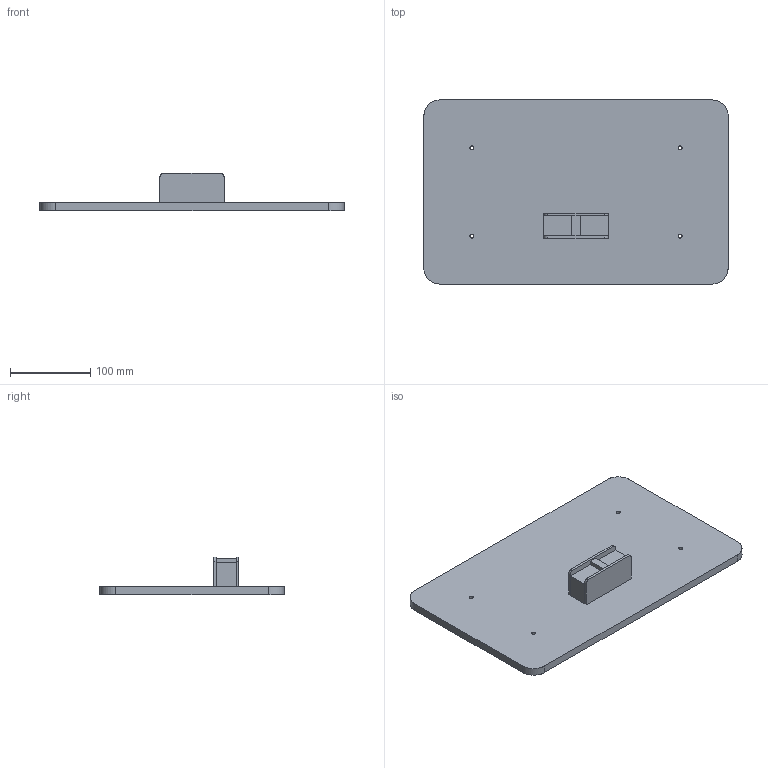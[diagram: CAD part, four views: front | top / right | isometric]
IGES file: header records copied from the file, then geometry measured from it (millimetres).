
Start section: TOPSOLID 254 l'Occitanne, 31670 LABEGE, France Tel   : +33 (0)5 61 00 03 00 Fax   : +33 (0)5 61 00 03 03 Email : 
Global section: file name: 01_C_plaque_fixe.igs; native system: TopSolid v622200 TOPSOLID; preprocessor: IGES preprocessor v100000; author: 3Diedre - Laurent Lebeaupin; organization: Nom du client final; date: 220217.151511; units: millimetre
Bounding box: 380 x 230 x 47 mm (x, y, z)
Surface area: 216397.2 mm2 (no closed solid volume)
Topology: 0 solids, 0 shells, 50 faces, 444 edges, 440 vertices
Faces by surface type: bspline 50
